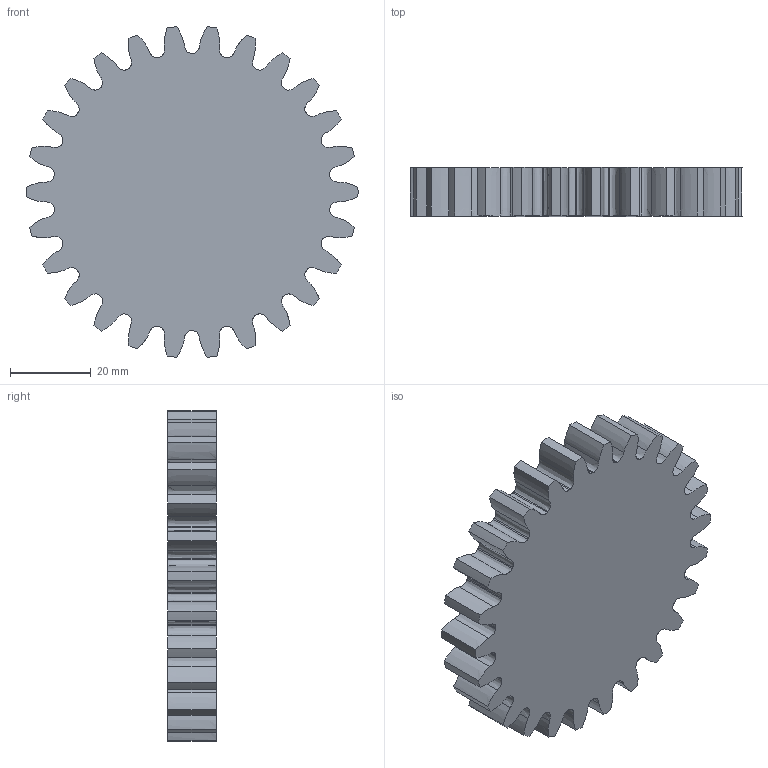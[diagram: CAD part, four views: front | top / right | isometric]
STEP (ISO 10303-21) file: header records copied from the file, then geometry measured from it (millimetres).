
FILE_DESCRIPTION(('STEP AP214'), '1');
FILE_NAME('Gear-vertical-large', '2020-03-15T00:46:29', (''), (''), 'ASCON STEP Converter 1.3', 'ASCON Math Kernel', '');
FILE_SCHEMA(('AUTOMOTIVE_DESIGN { 1 0 10303 214 3 1 1}'));
Length unit declared in the file: millimetre
Bounding box: 82.2 x 12 x 81.85 mm (x, y, z)
Volume: 53930.3 mm3; surface area: 14761 mm2
Topology: 1 solids, 1 shells, 158 faces, 468 edges, 312 vertices
Faces by surface type: extrusion 104, cylinder 52, plane 2
Entity records: 10219 total; most frequent: CARTESIAN_POINT 4995, ORIENTED_EDGE 936, DIRECTION 578, EDGE_CURVE 468, B_SPLINE_CURVE_WITH_KNOTS 312, VERTEX_POINT 312, VECTOR 260, AXIS2_PLACEMENT_3D 159
